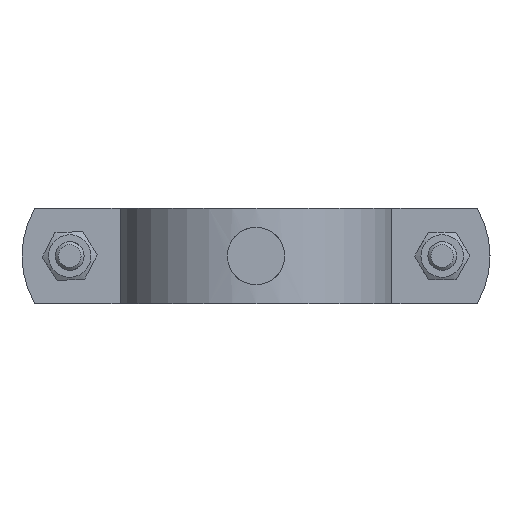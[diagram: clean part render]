
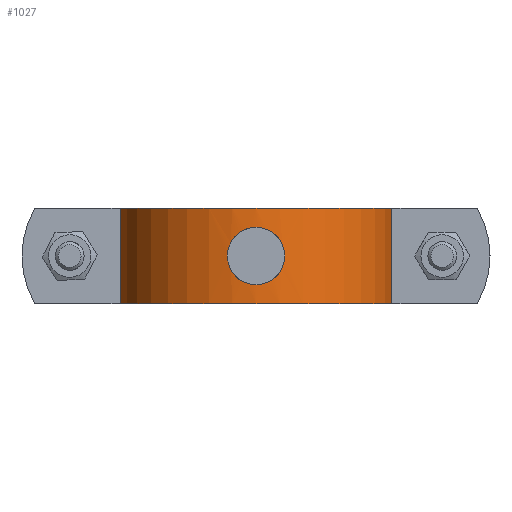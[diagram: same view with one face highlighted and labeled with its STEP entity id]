
A CAD part, front view. The second image highlights one B-rep face of the part: STEP entity #1027.
In plain terms, the highlighted cylindrical face has radius 29 mm (diameter 58 mm), a partial arc.
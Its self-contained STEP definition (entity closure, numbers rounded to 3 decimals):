
#588=CARTESIAN_POINT('',(6.,28.373,0.));
#589=VERTEX_POINT('',#588);
#590=CARTESIAN_POINT('',(6.,28.373,0.));
#591=CARTESIAN_POINT('',(6.,28.373,0.632));
#592=CARTESIAN_POINT('',(5.896,28.395,1.298));
#593=CARTESIAN_POINT('',(5.681,28.438,1.931));
#594=CARTESIAN_POINT('',(5.46,28.482,2.579));
#595=CARTESIAN_POINT('',(5.124,28.547,3.192));
#596=CARTESIAN_POINT('',(4.711,28.615,3.716));
#597=CARTESIAN_POINT('',(4.548,28.642,3.922));
#598=CARTESIAN_POINT('',(4.376,28.669,4.113));
#599=CARTESIAN_POINT('',(4.193,28.695,4.292));
#600=CARTESIAN_POINT('',(3.722,28.764,4.752));
#601=CARTESIAN_POINT('',(3.144,28.836,5.158));
#602=CARTESIAN_POINT('',(2.51,28.891,5.45));
#603=CARTESIAN_POINT('',(1.901,28.944,5.73));
#604=CARTESIAN_POINT('',(1.24,28.981,5.907));
#605=CARTESIAN_POINT('',(0.591,28.994,5.971));
#606=CARTESIAN_POINT('',(0.212,29.002,6.008));
#607=CARTESIAN_POINT('',(-0.155,29.002,6.01));
#608=CARTESIAN_POINT('',(-0.532,28.995,5.976));
#609=CARTESIAN_POINT('',(-1.188,28.983,5.918));
#610=CARTESIAN_POINT('',(-1.859,28.947,5.745));
#611=CARTESIAN_POINT('',(-2.478,28.894,5.465));
#612=CARTESIAN_POINT('',(-3.086,28.842,5.189));
#613=CARTESIAN_POINT('',(-3.644,28.774,4.809));
#614=CARTESIAN_POINT('',(-4.107,28.708,4.374));
#615=CARTESIAN_POINT('',(-4.283,28.683,4.209));
#616=CARTESIAN_POINT('',(-4.447,28.657,4.035));
#617=CARTESIAN_POINT('',(-4.605,28.632,3.847));
#618=CARTESIAN_POINT('',(-5.028,28.564,3.34));
#619=CARTESIAN_POINT('',(-5.382,28.497,2.74));
#620=CARTESIAN_POINT('',(-5.621,28.45,2.099));
#621=CARTESIAN_POINT('',(-5.802,28.414,1.613));
#622=CARTESIAN_POINT('',(-5.919,28.39,1.104));
#623=CARTESIAN_POINT('',(-5.97,28.379,0.603));
#624=CARTESIAN_POINT('',(-6.008,28.371,0.225));
#625=CARTESIAN_POINT('',(-6.01,28.37,-0.141));
#626=CARTESIAN_POINT('',(-5.978,28.377,-0.518));
#627=CARTESIAN_POINT('',(-5.921,28.389,-1.169));
#628=CARTESIAN_POINT('',(-5.752,28.425,-1.835));
#629=CARTESIAN_POINT('',(-5.477,28.478,-2.45));
#630=CARTESIAN_POINT('',(-5.2,28.531,-3.069));
#631=CARTESIAN_POINT('',(-4.816,28.601,-3.636));
#632=CARTESIAN_POINT('',(-4.375,28.668,-4.106));
#633=CARTESIAN_POINT('',(-4.212,28.693,-4.28));
#634=CARTESIAN_POINT('',(-4.04,28.718,-4.443));
#635=CARTESIAN_POINT('',(-3.854,28.743,-4.599));
#636=CARTESIAN_POINT('',(-3.35,28.81,-5.021));
#637=CARTESIAN_POINT('',(-2.754,28.876,-5.374));
#638=CARTESIAN_POINT('',(-2.117,28.923,-5.614));
#639=CARTESIAN_POINT('',(-1.572,28.962,-5.82));
#640=CARTESIAN_POINT('',(-0.997,28.988,-5.943));
#641=CARTESIAN_POINT('',(-0.436,28.997,-5.984));
#642=CARTESIAN_POINT('',(-0.115,29.002,-6.008));
#643=CARTESIAN_POINT('',(0.198,29.001,-6.005));
#644=CARTESIAN_POINT('',(0.52,28.995,-5.977));
#645=CARTESIAN_POINT('',(1.17,28.984,-5.921));
#646=CARTESIAN_POINT('',(1.836,28.948,-5.752));
#647=CARTESIAN_POINT('',(2.451,28.896,-5.477));
#648=CARTESIAN_POINT('',(3.069,28.844,-5.2));
#649=CARTESIAN_POINT('',(3.637,28.775,-4.815));
#650=CARTESIAN_POINT('',(4.106,28.708,-4.375));
#651=CARTESIAN_POINT('',(4.282,28.683,-4.21));
#652=CARTESIAN_POINT('',(4.445,28.658,-4.037));
#653=CARTESIAN_POINT('',(4.602,28.633,-3.85));
#654=CARTESIAN_POINT('',(5.04,28.562,-3.327));
#655=CARTESIAN_POINT('',(5.403,28.493,-2.703));
#656=CARTESIAN_POINT('',(5.643,28.446,-2.039));
#657=CARTESIAN_POINT('',(5.868,28.401,-1.415));
#658=CARTESIAN_POINT('',(5.986,28.376,-0.755));
#659=CARTESIAN_POINT('',(5.999,28.373,-0.124));
#660=CARTESIAN_POINT('',(6.,28.373,-0.082));
#661=CARTESIAN_POINT('',(6.0,28.373,-0.041));
#662=CARTESIAN_POINT('',(6.0,28.373,0.0));
#663=B_SPLINE_CURVE_WITH_KNOTS('',3,(#590,#591,#592,#593,#594,#595,#596,#597,#598,#599,#600,#601,#602,#603,#604,#605,#606,#607,#608,#609,#610,#611,#612,#613,#614,#615,#616,#617,#618,#619,#620,#621,#622,#623,#624,#625,#626,#627,#628,#629,#630,#631,#632,#633,#634,#635,#636,#637,#638,#639,#640,#641,#642,#643,#644,#645,#646,#647,#648,#649,#650,#651,#652,#653,#654,#655,#656,#657,#658,#659,#660,#661,#662),.UNSPECIFIED.,.T.,.U.,(4,3,3,3,3,3,3,3,3,3,3,3,3,3,3,3,3,3,3,3,3,3,3,3,4),(0.0,0.19,0.384,0.46,0.658,0.849,0.959,1.152,1.341,1.413,1.607,1.754,1.865,2.056,2.248,2.32,2.512,2.677,2.772,2.963,3.155,3.227,3.427,3.615,3.627),.UNSPECIFIED.);
#664=EDGE_CURVE('',#589,#589,#663,.T.);
#845=CARTESIAN_POINT('',(28.474,5.5,10.0));
#846=VERTEX_POINT('',#845);
#853=CARTESIAN_POINT('',(-28.474,5.5,10.0));
#854=VERTEX_POINT('',#853);
#855=CARTESIAN_POINT('',(0.0,0.0,10.0));
#856=DIRECTION('',(0.0,0.0,-1.0));
#857=DIRECTION('',(-0.982,-0.19,0.0));
#858=AXIS2_PLACEMENT_3D('',#855,#856,#857);
#859=CIRCLE('',#858,29.);
#860=EDGE_CURVE('',#854,#846,#859,.T.);
#900=CARTESIAN_POINT('',(28.474,5.5,-10.0));
#901=VERTEX_POINT('',#900);
#908=CARTESIAN_POINT('',(28.474,5.5,10.0));
#909=DIRECTION('',(0.0,0.0,-1.0));
#910=VECTOR('',#909,20.0);
#911=LINE('',#908,#910);
#912=EDGE_CURVE('',#846,#901,#911,.T.);
#989=CARTESIAN_POINT('',(-28.474,5.5,-10.0));
#990=VERTEX_POINT('',#989);
#997=CARTESIAN_POINT('',(0.0,0.0,-10.0));
#998=DIRECTION('',(0.0,0.0,1.0));
#999=DIRECTION('',(-0.982,-0.19,0.0));
#1000=AXIS2_PLACEMENT_3D('',#997,#998,#999);
#1001=CIRCLE('',#1000,29.);
#1002=EDGE_CURVE('',#901,#990,#1001,.T.);
#1008=CARTESIAN_POINT('',(0.0,0.0,0.0));
#1009=DIRECTION('',(0.0,0.0,1.0));
#1010=DIRECTION('',(-0.982,-0.19,0.0));
#1011=AXIS2_PLACEMENT_3D('',#1008,#1009,#1010);
#1012=CYLINDRICAL_SURFACE('',#1011,29.);
#1013=ORIENTED_EDGE('',*,*,#860,.T.);
#1014=ORIENTED_EDGE('',*,*,#912,.T.);
#1015=ORIENTED_EDGE('',*,*,#1002,.T.);
#1016=CARTESIAN_POINT('',(-28.474,5.5,10.0));
#1017=DIRECTION('',(0.0,0.0,-1.0));
#1018=VECTOR('',#1017,20.0);
#1019=LINE('',#1016,#1018);
#1020=EDGE_CURVE('',#854,#990,#1019,.T.);
#1021=ORIENTED_EDGE('',*,*,#1020,.F.);
#1022=EDGE_LOOP('',(#1013,#1014,#1015,#1021));
#1023=FACE_OUTER_BOUND('',#1022,.T.);
#1024=ORIENTED_EDGE('',*,*,#664,.T.);
#1025=EDGE_LOOP('',(#1024));
#1026=FACE_BOUND('',#1025,.T.);
#1027=ADVANCED_FACE('',(#1023,#1026),#1012,.T.);
